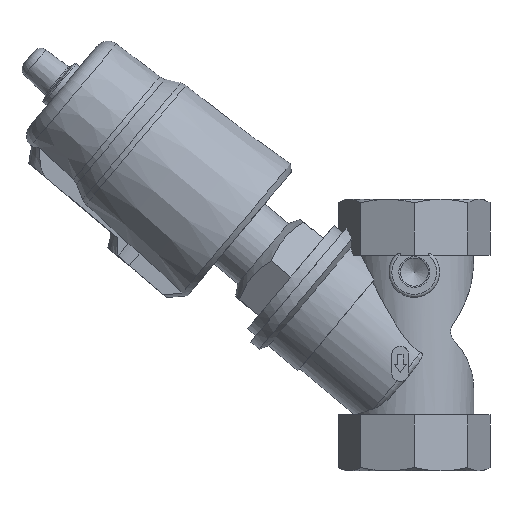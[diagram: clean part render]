
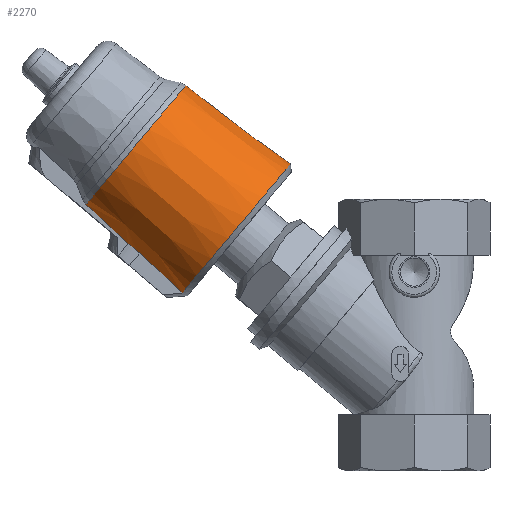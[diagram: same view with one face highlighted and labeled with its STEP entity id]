
A CAD part, left-side view. The second image highlights one B-rep face of the part: STEP entity #2270.
In plain terms, the highlighted conical face has half-angle 3 degrees and reference radius 28.445 mm.
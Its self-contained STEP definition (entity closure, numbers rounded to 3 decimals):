
#272=CONICAL_SURFACE('',#2511,28.445,0.052);
#459=B_SPLINE_CURVE_WITH_KNOTS('',3,(#3837,#3838,#3839,#3840,#3841,#3842,
#3843,#3844,#3845,#3846,#3847,#3848,#3849,#3850,#3851,#3852,#3853,#3854,
#3855,#3856,#3857,#3858,#3859,#3860,#3861,#3862,#3863,#3864,#3865,#3866,
#3867,#3868,#3869,#3870,#3871,#3872,#3873,#3874,#3875,#3876,#3877,#3878,
#3879),.UNSPECIFIED.,.F.,.F.,(4,1,1,1,1,1,1,1,1,1,1,1,1,1,1,1,1,1,1,1,1,
1,1,1,1,1,1,1,1,1,1,1,1,1,1,1,1,1,1,1,4),(0.107,0.112,
0.115,0.118,0.123,0.126,
0.129,0.131,0.134,0.137,
0.14,0.142,0.145,0.15,
0.153,0.156,0.161,0.164,
0.167,0.172,0.177,0.183,
0.188,0.194,0.199,0.205,
0.21,0.215,0.221,0.226,
0.232,0.237,0.243,0.248,
0.253,0.259,0.264,0.267,
0.27,0.275,0.28),.UNSPECIFIED.);
#473=B_SPLINE_CURVE_WITH_KNOTS('',3,(#4019,#4020,#4021,#4022),
 .UNSPECIFIED.,.F.,.F.,(4,4),(0.063,0.084),
 .UNSPECIFIED.);
#476=B_SPLINE_CURVE_WITH_KNOTS('',3,(#4036,#4037,#4038,#4039),
 .UNSPECIFIED.,.F.,.F.,(4,4),(0.063,0.084),
 .UNSPECIFIED.);
#478=B_SPLINE_CURVE_WITH_KNOTS('',3,(#4048,#4049,#4050,#4051,#4052),
 .UNSPECIFIED.,.F.,.F.,(4,1,4),(0.001,0.004,
0.007),.UNSPECIFIED.);
#480=B_SPLINE_CURVE_WITH_KNOTS('',3,(#4064,#4065,#4066,#4067),
 .UNSPECIFIED.,.F.,.F.,(4,4),(0.001,0.006),
 .UNSPECIFIED.);
#482=B_SPLINE_CURVE_WITH_KNOTS('',3,(#4080,#4081,#4082,#4083),
 .UNSPECIFIED.,.F.,.F.,(4,4),(0.001,0.022),
 .UNSPECIFIED.);
#483=B_SPLINE_CURVE_WITH_KNOTS('',3,(#4085,#4086,#4087,#4088),
 .UNSPECIFIED.,.F.,.F.,(4,4),(0.001,0.022),
 .UNSPECIFIED.);
#772=ORIENTED_EDGE('',*,*,#1360,.T.);
#773=ORIENTED_EDGE('',*,*,#1305,.T.);
#774=ORIENTED_EDGE('',*,*,#1361,.F.);
#775=ORIENTED_EDGE('',*,*,#1350,.F.);
#776=ORIENTED_EDGE('',*,*,#1347,.F.);
#777=ORIENTED_EDGE('',*,*,#1345,.T.);
#778=ORIENTED_EDGE('',*,*,#1343,.T.);
#779=ORIENTED_EDGE('',*,*,#1354,.F.);
#1305=EDGE_CURVE('',#1622,#1621,#459,.T.);
#1343=EDGE_CURVE('',#1652,#1651,#473,.T.);
#1345=EDGE_CURVE('',#1653,#1652,#1807,.T.);
#1347=EDGE_CURVE('',#1653,#1654,#476,.T.);
#1350=EDGE_CURVE('',#1654,#1656,#478,.T.);
#1354=EDGE_CURVE('',#1658,#1651,#480,.T.);
#1360=EDGE_CURVE('',#1658,#1622,#482,.T.);
#1361=EDGE_CURVE('',#1656,#1621,#483,.T.);
#1621=VERTEX_POINT('',#3836);
#1622=VERTEX_POINT('',#3880);
#1651=VERTEX_POINT('',#4018);
#1652=VERTEX_POINT('',#4023);
#1653=VERTEX_POINT('',#4030);
#1654=VERTEX_POINT('',#4040);
#1656=VERTEX_POINT('',#4053);
#1658=VERTEX_POINT('',#4062);
#1807=CIRCLE('',#2501,28.445);
#1898=EDGE_LOOP('',(#772,#773,#774,#775,#776,#777,#778,#779));
#2082=FACE_BOUND('',#1898,.T.);
#2270=ADVANCED_FACE('',(#2082),#272,.T.);
#2501=AXIS2_PLACEMENT_3D('',#4029,#2895,#2896);
#2511=AXIS2_PLACEMENT_3D('',#4089,#2920,#2921);
#2895=DIRECTION('',(0.643,-0.766,0.));
#2896=DIRECTION('',(0.766,0.643,0.));
#2920=DIRECTION('',(0.643,-0.766,0.));
#2921=DIRECTION('',(0.766,0.643,0.));
#3836=CARTESIAN_POINT('',(-63.564,82.817,10.));
#3837=CARTESIAN_POINT('',(-63.564,82.817,-10.));
#3838=CARTESIAN_POINT('',(-64.011,82.442,-11.705));
#3839=CARTESIAN_POINT('',(-64.849,81.738,-14.182));
#3840=CARTESIAN_POINT('',(-66.312,80.51,-17.301));
#3841=CARTESIAN_POINT('',(-67.955,79.132,-20.196));
#3842=CARTESIAN_POINT('',(-69.882,77.515,-22.802));
#3843=CARTESIAN_POINT('',(-72.074,75.675,-25.07));
#3844=CARTESIAN_POINT('',(-73.803,74.225,-26.554));
#3845=CARTESIAN_POINT('',(-75.623,72.697,-27.838));
#3846=CARTESIAN_POINT('',(-77.546,71.084,-28.92));
#3847=CARTESIAN_POINT('',(-79.531,69.418,-29.774));
#3848=CARTESIAN_POINT('',(-81.545,67.728,-30.391));
#3849=CARTESIAN_POINT('',(-83.594,66.009,-30.779));
#3850=CARTESIAN_POINT('',(-86.389,63.663,-30.982));
#3851=CARTESIAN_POINT('',(-89.151,61.345,-30.702));
#3852=CARTESIAN_POINT('',(-91.853,59.077,-29.959));
#3853=CARTESIAN_POINT('',(-94.535,56.827,-28.891));
#3854=CARTESIAN_POINT('',(-97.047,54.719,-27.392));
#3855=CARTESIAN_POINT('',(-99.393,52.75,-25.477));
#3856=CARTESIAN_POINT('',(-101.63,50.874,-23.268));
#3857=CARTESIAN_POINT('',(-104.077,48.82,-20.112));
#3858=CARTESIAN_POINT('',(-106.511,46.777,-15.623));
#3859=CARTESIAN_POINT('',(-108.273,45.299,-10.737));
#3860=CARTESIAN_POINT('',(-109.375,44.374,-5.442));
#3861=CARTESIAN_POINT('',(-109.741,44.067,0.007));
#3862=CARTESIAN_POINT('',(-109.376,44.374,5.433));
#3863=CARTESIAN_POINT('',(-108.274,45.298,10.733));
#3864=CARTESIAN_POINT('',(-106.513,46.776,15.619));
#3865=CARTESIAN_POINT('',(-104.08,48.818,20.108));
#3866=CARTESIAN_POINT('',(-101.14,51.285,23.901));
#3867=CARTESIAN_POINT('',(-97.67,54.196,27.024));
#3868=CARTESIAN_POINT('',(-93.911,57.351,29.263));
#3869=CARTESIAN_POINT('',(-89.829,60.776,30.637));
#3870=CARTESIAN_POINT('',(-85.708,64.234,31.05));
#3871=CARTESIAN_POINT('',(-81.516,67.752,30.507));
#3872=CARTESIAN_POINT('',(-77.535,71.093,29.042));
#3873=CARTESIAN_POINT('',(-73.744,74.274,26.649));
#3874=CARTESIAN_POINT('',(-70.955,76.614,24.015));
#3875=CARTESIAN_POINT('',(-68.917,78.324,21.499));
#3876=CARTESIAN_POINT('',(-67.087,79.86,18.798));
#3877=CARTESIAN_POINT('',(-65.146,81.489,15.048));
#3878=CARTESIAN_POINT('',(-64.01,82.442,11.704));
#3879=CARTESIAN_POINT('',(-63.564,82.817,10.));
#3880=CARTESIAN_POINT('',(-63.564,82.817,-10.));
#4018=CARTESIAN_POINT('',(-81.054,102.178,-8.5));
#4019=CARTESIAN_POINT('',(-95.175,117.247,-8.5));
#4020=CARTESIAN_POINT('',(-90.467,112.225,-8.5));
#4021=CARTESIAN_POINT('',(-85.761,107.202,-8.5));
#4022=CARTESIAN_POINT('',(-81.054,102.178,-8.5));
#4023=CARTESIAN_POINT('',(-95.175,117.247,-8.5));
#4029=CARTESIAN_POINT('',(-115.97,99.798,0.));
#4030=CARTESIAN_POINT('',(-95.175,117.247,8.5));
#4036=CARTESIAN_POINT('',(-95.175,117.247,8.5));
#4037=CARTESIAN_POINT('',(-90.467,112.225,8.5));
#4038=CARTESIAN_POINT('',(-85.761,107.202,8.5));
#4039=CARTESIAN_POINT('',(-81.054,102.178,8.5));
#4040=CARTESIAN_POINT('',(-81.054,102.178,8.5));
#4048=CARTESIAN_POINT('',(-81.054,102.178,8.5));
#4049=CARTESIAN_POINT('',(-80.631,101.514,8.984));
#4050=CARTESIAN_POINT('',(-79.649,100.096,9.742));
#4051=CARTESIAN_POINT('',(-78.463,98.695,10.));
#4052=CARTESIAN_POINT('',(-77.823,98.013,10.));
#4053=CARTESIAN_POINT('',(-77.823,98.013,10.));
#4062=CARTESIAN_POINT('',(-77.823,98.013,-10.));
#4064=CARTESIAN_POINT('',(-77.823,98.013,-10.));
#4065=CARTESIAN_POINT('',(-79.088,99.361,-10.));
#4066=CARTESIAN_POINT('',(-80.198,100.835,-9.479));
#4067=CARTESIAN_POINT('',(-81.054,102.178,-8.5));
#4080=CARTESIAN_POINT('',(-77.823,98.013,-10.));
#4081=CARTESIAN_POINT('',(-73.069,92.948,-10.));
#4082=CARTESIAN_POINT('',(-68.316,87.883,-10.));
#4083=CARTESIAN_POINT('',(-63.564,82.817,-10.));
#4085=CARTESIAN_POINT('',(-77.823,98.013,10.));
#4086=CARTESIAN_POINT('',(-73.069,92.948,10.));
#4087=CARTESIAN_POINT('',(-68.316,87.883,10.));
#4088=CARTESIAN_POINT('',(-63.564,82.817,10.));
#4089=CARTESIAN_POINT('',(-115.97,99.798,0.));
